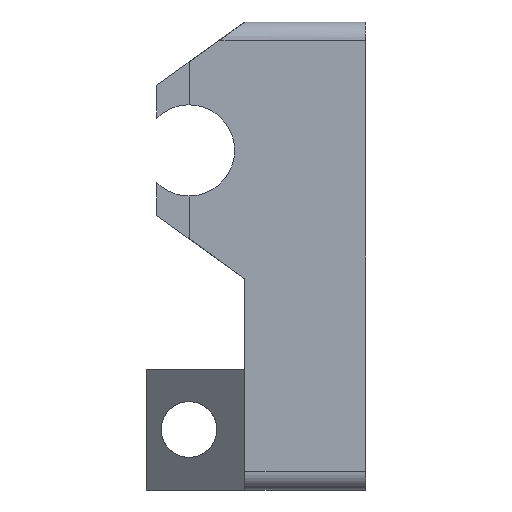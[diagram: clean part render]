
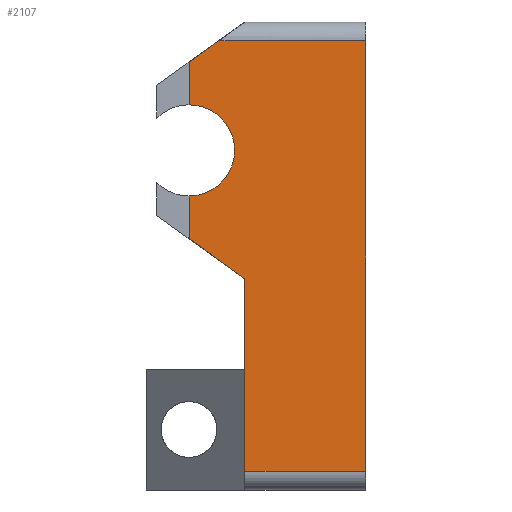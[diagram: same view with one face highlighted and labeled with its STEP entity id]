
A CAD part, left-side view. The second image highlights one B-rep face of the part: STEP entity #2107.
In plain terms, the highlighted planar face has unit normal (-1, 0, 0).
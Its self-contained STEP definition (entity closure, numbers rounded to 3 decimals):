
#53 = VECTOR ( 'NONE', #2406, 1000. ) ;
#61 = PLANE ( 'NONE',  #985 ) ;
#107 = CARTESIAN_POINT ( 'NONE',  ( -26.729, 6.5, 2. ) ) ;
#120 = LINE ( 'NONE', #3510, #1515 ) ;
#156 = DIRECTION ( 'NONE',  ( 0., 0., 1. ) ) ;
#164 = CARTESIAN_POINT ( 'NONE',  ( -26.729, 12.5, 24.606 ) ) ;
#196 = ORIENTED_EDGE ( 'NONE', *, *, #1013, .T. ) ;
#260 = VECTOR ( 'NONE', #3545, 1000. ) ;
#344 = CARTESIAN_POINT ( 'NONE',  ( -26.729, 12.5, 31.6 ) ) ;
#529 = CARTESIAN_POINT ( 'NONE',  ( -26.729, -6.5, 2. ) ) ;
#536 = VECTOR ( 'NONE', #2184, 1000. ) ;
#553 = DIRECTION ( 'NONE',  ( 1., 0., 0. ) ) ;
#555 = EDGE_CURVE ( 'NONE', #1892, #2007, #2947, .T. ) ;
#561 = LINE ( 'NONE', #164, #260 ) ;
#582 = DIRECTION ( 'NONE',  ( 0., -0.812, -0.584 ) ) ;
#601 = CARTESIAN_POINT ( 'NONE',  ( -26.729, 12.5, 45.983 ) ) ;
#807 = CARTESIAN_POINT ( 'NONE',  ( -26.729, 12.5, 41.4 ) ) ;
#867 = FACE_OUTER_BOUND ( 'NONE', #2964, .T. ) ;
#877 = CARTESIAN_POINT ( 'NONE',  ( -26.729, 9.28, 48.3 ) ) ;
#952 = CARTESIAN_POINT ( 'NONE',  ( -26.729, 12.5, 36.5 ) ) ;
#967 = CARTESIAN_POINT ( 'NONE',  ( -26.729, 15.965, 29.509 ) ) ;
#985 = AXIS2_PLACEMENT_3D ( 'NONE', #3443, #3064, #2674 ) ;
#1013 = EDGE_CURVE ( 'NONE', #2096, #1694, #1755, .T. ) ;
#1168 = EDGE_CURVE ( 'NONE', #2690, #1740, #2278, .T. ) ;
#1258 = CARTESIAN_POINT ( 'NONE',  ( -26.729, 12.5, 27.017 ) ) ;
#1276 = DIRECTION ( 'NONE',  ( 0., 0., 1. ) ) ;
#1364 = ORIENTED_EDGE ( 'NONE', *, *, #1803, .T. ) ;
#1385 = VECTOR ( 'NONE', #582, 1000. ) ;
#1452 = VERTEX_POINT ( 'NONE', #107 ) ;
#1493 = ORIENTED_EDGE ( 'NONE', *, *, #2765, .T. ) ;
#1515 = VECTOR ( 'NONE', #3134, 1000. ) ;
#1535 = DIRECTION ( 'NONE',  ( 0., 1., 0. ) ) ;
#1647 = CARTESIAN_POINT ( 'NONE',  ( -26.729, 12.5, 24.606 ) ) ;
#1694 = VERTEX_POINT ( 'NONE', #2297 ) ;
#1698 = ORIENTED_EDGE ( 'NONE', *, *, #1168, .T. ) ;
#1740 = VERTEX_POINT ( 'NONE', #877 ) ;
#1755 = LINE ( 'NONE', #967, #1385 ) ;
#1770 = DIRECTION ( 'NONE',  ( 0., -1., 0. ) ) ;
#1803 = EDGE_CURVE ( 'NONE', #1452, #3463, #2526, .T. ) ;
#1808 = VERTEX_POINT ( 'NONE', #601 ) ;
#1892 = VERTEX_POINT ( 'NONE', #807 ) ;
#1896 = CARTESIAN_POINT ( 'NONE',  ( -26.729, 6.5, 48.3 ) ) ;
#2007 = VERTEX_POINT ( 'NONE', #344 ) ;
#2096 = VERTEX_POINT ( 'NONE', #1258 ) ;
#2107 = ADVANCED_FACE ( 'NONE', ( #867 ), #61, .F. ) ;
#2115 = ORIENTED_EDGE ( 'NONE', *, *, #2568, .T. ) ;
#2145 = CARTESIAN_POINT ( 'NONE',  ( -26.729, -6.5, 2. ) ) ;
#2184 = DIRECTION ( 'NONE',  ( 0., 0., -1. ) ) ;
#2221 = ORIENTED_EDGE ( 'NONE', *, *, #555, .T. ) ;
#2248 = ORIENTED_EDGE ( 'NONE', *, *, #2596, .F. ) ;
#2278 = LINE ( 'NONE', #1896, #3543 ) ;
#2297 = CARTESIAN_POINT ( 'NONE',  ( -26.729, 6.5, 22.7 ) ) ;
#2383 = EDGE_CURVE ( 'NONE', #1892, #1808, #2779, .T. ) ;
#2406 = DIRECTION ( 'NONE',  ( 0., 0.812, -0.584 ) ) ;
#2460 = VECTOR ( 'NONE', #1770, 1000. ) ;
#2526 = LINE ( 'NONE', #2145, #2460 ) ;
#2568 = EDGE_CURVE ( 'NONE', #1694, #1452, #120, .T. ) ;
#2571 = CARTESIAN_POINT ( 'NONE',  ( -26.729, -6.5, 50.3 ) ) ;
#2596 = EDGE_CURVE ( 'NONE', #2690, #3463, #2957, .T. ) ;
#2674 = DIRECTION ( 'NONE',  ( 0., 0., -1. ) ) ;
#2690 = VERTEX_POINT ( 'NONE', #3439 ) ;
#2762 = EDGE_CURVE ( 'NONE', #2096, #2007, #561, .T. ) ;
#2765 = EDGE_CURVE ( 'NONE', #1740, #1808, #3178, .T. ) ;
#2775 = CARTESIAN_POINT ( 'NONE',  ( -26.729, 15.965, 43.491 ) ) ;
#2779 = LINE ( 'NONE', #1647, #2781 ) ;
#2781 = VECTOR ( 'NONE', #1276, 1000. ) ;
#2864 = ORIENTED_EDGE ( 'NONE', *, *, #2383, .F. ) ;
#2947 = CIRCLE ( 'NONE', #3302, 4.9 ) ;
#2957 = LINE ( 'NONE', #2571, #536 ) ;
#2964 = EDGE_LOOP ( 'NONE', ( #2248, #1698, #1493, #2864, #2221, #3654, #196, #2115, #1364 ) ) ;
#3064 = DIRECTION ( 'NONE',  ( 1., 0., 0. ) ) ;
#3134 = DIRECTION ( 'NONE',  ( 0., 0., -1. ) ) ;
#3178 = LINE ( 'NONE', #2775, #53 ) ;
#3302 = AXIS2_PLACEMENT_3D ( 'NONE', #952, #553, #156 ) ;
#3439 = CARTESIAN_POINT ( 'NONE',  ( -26.729, -6.5, 48.3 ) ) ;
#3443 = CARTESIAN_POINT ( 'NONE',  ( -26.729, -6.5, 50.3 ) ) ;
#3463 = VERTEX_POINT ( 'NONE', #529 ) ;
#3510 = CARTESIAN_POINT ( 'NONE',  ( -26.729, 6.5, 50.3 ) ) ;
#3543 = VECTOR ( 'NONE', #1535, 1000. ) ;
#3545 = DIRECTION ( 'NONE',  ( 0., 0., 1. ) ) ;
#3654 = ORIENTED_EDGE ( 'NONE', *, *, #2762, .F. ) ;
